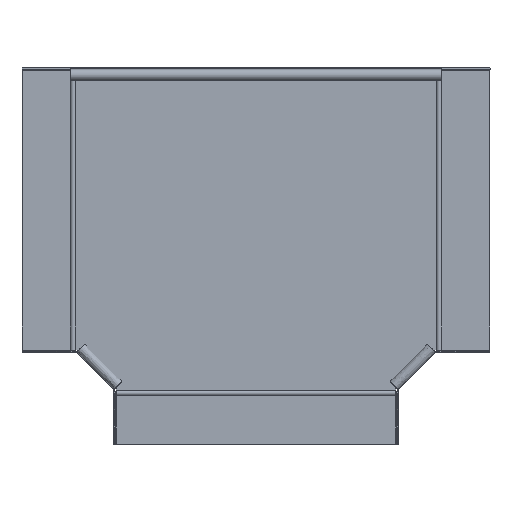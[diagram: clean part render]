
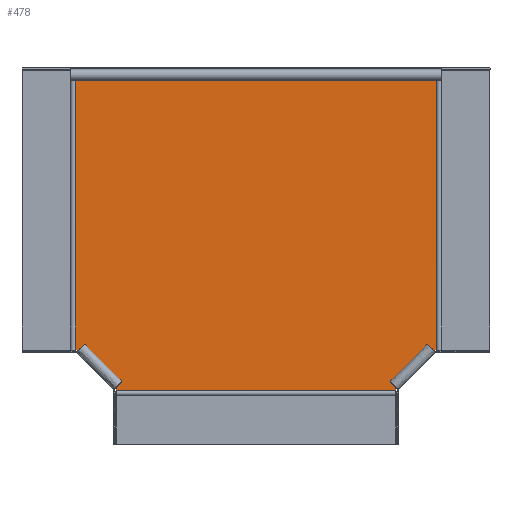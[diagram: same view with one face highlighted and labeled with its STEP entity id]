
A CAD part, top view. The second image highlights one B-rep face of the part: STEP entity #478.
In plain terms, the highlighted planar face has unit normal (0, 0, 1).
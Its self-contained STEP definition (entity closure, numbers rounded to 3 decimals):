
#478=ADVANCED_FACE('',(#937),#7232,.T.);
#937=FACE_OUTER_BOUND('',#1414,.T.);
#1414=EDGE_LOOP('',(#3667,#3668,#3669,#3670,#3671,#3672,#3673,#3674,#3675,
#3676));
#3667=ORIENTED_EDGE('',*,*,#4915,.F.);
#3668=ORIENTED_EDGE('',*,*,#4935,.T.);
#3669=ORIENTED_EDGE('',*,*,#4923,.F.);
#3670=ORIENTED_EDGE('',*,*,#4958,.F.);
#3671=ORIENTED_EDGE('',*,*,#4942,.F.);
#3672=ORIENTED_EDGE('',*,*,#4941,.F.);
#3673=ORIENTED_EDGE('',*,*,#4940,.F.);
#3674=ORIENTED_EDGE('',*,*,#4939,.F.);
#3675=ORIENTED_EDGE('',*,*,#4938,.F.);
#3676=ORIENTED_EDGE('',*,*,#4945,.F.);
#4915=EDGE_CURVE('',#6898,#6897,#6145,.T.);
#4923=EDGE_CURVE('',#6910,#6909,#6151,.T.);
#4935=EDGE_CURVE('',#6898,#6909,#6157,.T.);
#4938=EDGE_CURVE('',#6914,#6915,#6159,.T.);
#4939=EDGE_CURVE('',#6915,#6916,#6160,.T.);
#4940=EDGE_CURVE('',#6916,#6917,#6161,.T.);
#4941=EDGE_CURVE('',#6917,#6918,#6162,.T.);
#4942=EDGE_CURVE('',#6918,#6919,#6163,.T.);
#4945=EDGE_CURVE('',#6897,#6914,#6166,.T.);
#4958=EDGE_CURVE('',#6919,#6910,#6175,.T.);
#6145=B_SPLINE_CURVE_WITH_KNOTS('',1,(#18284,#18285),.UNSPECIFIED.,.F.,
 .F.,(2,2),(0.,1.972),.UNSPECIFIED.);
#6151=B_SPLINE_CURVE_WITH_KNOTS('',1,(#18302,#18303),.UNSPECIFIED.,.F.,
 .F.,(2,2),(0.,1.972),.UNSPECIFIED.);
#6157=B_SPLINE_CURVE_WITH_KNOTS('',1,(#18334,#18335),.UNSPECIFIED.,.F.,
 .F.,(2,2),(-298.5,0.),.UNSPECIFIED.);
#6159=B_SPLINE_CURVE_WITH_KNOTS('',1,(#18341,#18342),.UNSPECIFIED.,.F.,
 .F.,(2,2),(0.,1.972),.UNSPECIFIED.);
#6160=B_SPLINE_CURVE_WITH_KNOTS('',1,(#18343,#18344),.UNSPECIFIED.,.F.,
 .F.,(2,2),(0.,298.5),.UNSPECIFIED.);
#6161=B_SPLINE_CURVE_WITH_KNOTS('',1,(#18345,#18346),.UNSPECIFIED.,.F.,
 .F.,(2,2),(-384.543,0.),.UNSPECIFIED.);
#6162=B_SPLINE_CURVE_WITH_KNOTS('',1,(#18347,#18348),.UNSPECIFIED.,.F.,
 .F.,(2,2),(0.,298.5),.UNSPECIFIED.);
#6163=B_SPLINE_CURVE_WITH_KNOTS('',1,(#18349,#18350),.UNSPECIFIED.,.F.,
 .F.,(2,2),(0.,1.972),.UNSPECIFIED.);
#6166=B_SPLINE_CURVE_WITH_KNOTS('',1,(#18355,#18356),.UNSPECIFIED.,.F.,
 .F.,(2,2),(-58.053,0.),.UNSPECIFIED.);
#6175=B_SPLINE_CURVE_WITH_KNOTS('',1,(#18389,#18390),.UNSPECIFIED.,.F.,
 .F.,(2,2),(-58.053,0.),.UNSPECIFIED.);
#6897=VERTEX_POINT('',#18209);
#6898=VERTEX_POINT('',#18210);
#6909=VERTEX_POINT('',#18221);
#6910=VERTEX_POINT('',#18222);
#6914=VERTEX_POINT('',#18226);
#6915=VERTEX_POINT('',#18227);
#6916=VERTEX_POINT('',#18228);
#6917=VERTEX_POINT('',#18229);
#6918=VERTEX_POINT('',#18230);
#6919=VERTEX_POINT('',#18231);
#7232=PLANE('',#7732);
#7732=AXIS2_PLACEMENT_3D('',#17936,#8023,$);
#8023=DIRECTION('',(0.,0.,1.));
#17936=CARTESIAN_POINT('',(231.493,22.41,0.));
#18209=CARTESIAN_POINT('',(-149.25,59.3,0.));
#18210=CARTESIAN_POINT('',(-149.25,57.328,0.));
#18221=CARTESIAN_POINT('',(149.25,57.328,0.));
#18222=CARTESIAN_POINT('',(149.25,59.3,0.));
#18226=CARTESIAN_POINT('',(-190.3,100.35,0.));
#18227=CARTESIAN_POINT('',(-192.272,100.35,0.));
#18228=CARTESIAN_POINT('',(-192.272,398.85,0.));
#18229=CARTESIAN_POINT('',(192.272,398.85,0.));
#18230=CARTESIAN_POINT('',(192.272,100.35,0.));
#18231=CARTESIAN_POINT('',(190.3,100.35,0.));
#18284=CARTESIAN_POINT('',(-149.25,57.328,0.));
#18285=CARTESIAN_POINT('',(-149.25,59.3,0.));
#18302=CARTESIAN_POINT('',(149.25,59.3,0.));
#18303=CARTESIAN_POINT('',(149.25,57.328,0.));
#18334=CARTESIAN_POINT('',(-149.25,57.328,0.));
#18335=CARTESIAN_POINT('',(149.25,57.328,0.));
#18341=CARTESIAN_POINT('',(-190.3,100.35,0.));
#18342=CARTESIAN_POINT('',(-192.272,100.35,0.));
#18343=CARTESIAN_POINT('',(-192.272,100.35,0.));
#18344=CARTESIAN_POINT('',(-192.272,398.85,0.));
#18345=CARTESIAN_POINT('',(-192.272,398.85,0.));
#18346=CARTESIAN_POINT('',(192.272,398.85,0.));
#18347=CARTESIAN_POINT('',(192.272,398.85,0.));
#18348=CARTESIAN_POINT('',(192.272,100.35,0.));
#18349=CARTESIAN_POINT('',(192.272,100.35,0.));
#18350=CARTESIAN_POINT('',(190.3,100.35,0.));
#18355=CARTESIAN_POINT('',(-149.25,59.3,0.));
#18356=CARTESIAN_POINT('',(-190.3,100.35,0.));
#18389=CARTESIAN_POINT('',(190.3,100.35,0.));
#18390=CARTESIAN_POINT('',(149.25,59.3,0.));
